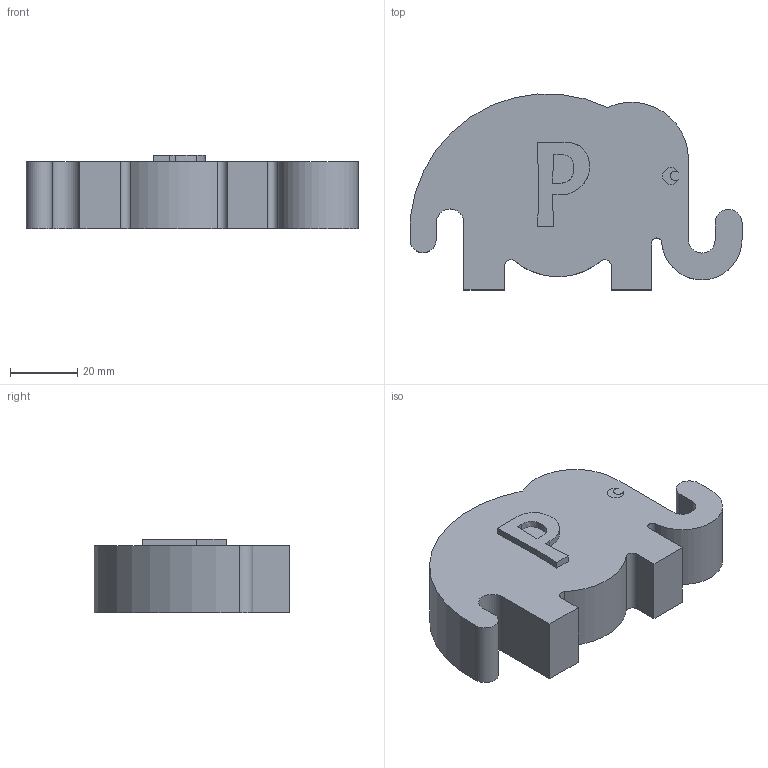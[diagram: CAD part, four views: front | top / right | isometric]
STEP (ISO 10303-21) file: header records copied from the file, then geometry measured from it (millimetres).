
FILE_DESCRIPTION(('FreeCAD Model'),'2;1');
FILE_NAME('p.step','2020-01-26T20:36:38',('Felix Morgner'),(''), 'Open CASCADE STEP processor 7.4','FreeCAD','Unknown');
FILE_SCHEMA(('AUTOMOTIVE_DESIGN { 1 0 10303 214 1 1 1 1 }'));
Length unit declared in the file: millimetre
Products named in the file (3): Letter_Elephant_(P); Eye; P
Bounding box: 99.05 x 58.45 x 22 mm (x, y, z)
Volume: 79919 mm3; surface area: 16269.3 mm2
Topology: 3 solids, 3 shells, 66 faces, 171 edges, 114 vertices
Faces by surface type: plane 37, cylinder 15, extrusion 14
Entity records: 4718 total; most frequent: CARTESIAN_POINT 1295, DIRECTION 578, VECTOR 386, LINE 372, ORIENTED_EDGE 342, PCURVE 342, DEFINITIONAL_REPRESENTATION 342, EDGE_CURVE 171
